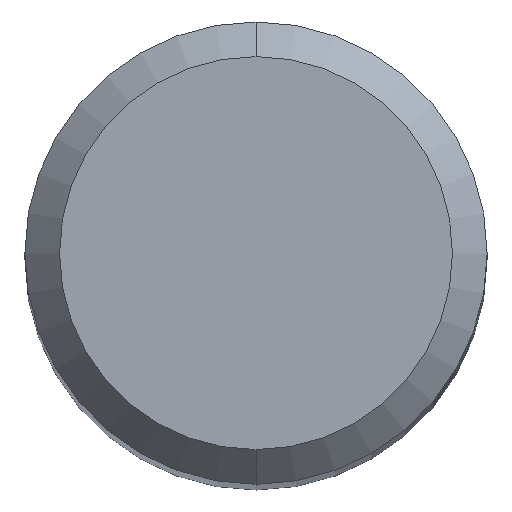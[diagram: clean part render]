
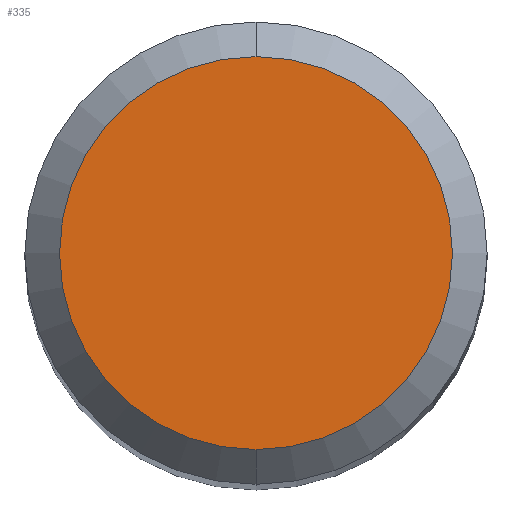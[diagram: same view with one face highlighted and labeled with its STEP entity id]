
A CAD part, top view. The second image highlights one B-rep face of the part: STEP entity #335.
In plain terms, the highlighted planar face has unit normal (0, 0, 1).
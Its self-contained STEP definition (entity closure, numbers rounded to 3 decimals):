
#201=EDGE_CURVE('',#403,#251,#510,.T.);
#251=VERTEX_POINT('',#566);
#275=EDGE_CURVE('',#251,#403,#592,.T.);
#335=ADVANCED_FACE('',(#657),#658,.T.);
#403=VERTEX_POINT('',#734);
#510=CIRCLE('',#884,1.7);
#566=CARTESIAN_POINT('',(0.,-1.7,0.0));
#592=CIRCLE('',#1050,1.7);
#657=FACE_OUTER_BOUND('',#1167,.T.);
#658=PLANE('',#1168);
#734=CARTESIAN_POINT('',(0.0,1.7,0.0));
#884=AXIS2_PLACEMENT_3D('',#1466,#1467,#1468);
#1050=AXIS2_PLACEMENT_3D('',#1551,#1552,#1553);
#1167=EDGE_LOOP('',(#1611,#1612));
#1168=AXIS2_PLACEMENT_3D('',#1613,#1614,#1615);
#1466=CARTESIAN_POINT('',(0.0,0.0,0.0));
#1467=DIRECTION('',(0.0,0.0,-1.0));
#1468=DIRECTION('',(0.0,1.0,0.0));
#1551=CARTESIAN_POINT('',(0.0,0.0,0.0));
#1552=DIRECTION('',(0.0,0.0,-1.0));
#1553=DIRECTION('',(0.0,1.0,0.0));
#1611=ORIENTED_EDGE('',*,*,#201,.F.);
#1612=ORIENTED_EDGE('',*,*,#275,.F.);
#1613=CARTESIAN_POINT('',(0.0,0.85,0.0));
#1614=DIRECTION('',(-0.0,0.0,1.0));
#1615=DIRECTION('',(0.0,-1.0,0.0));
